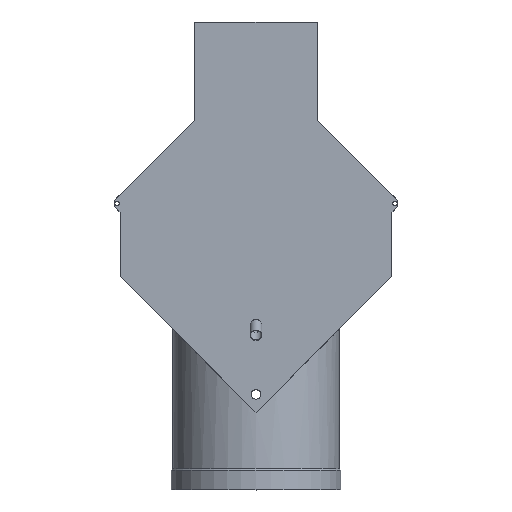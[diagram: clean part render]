
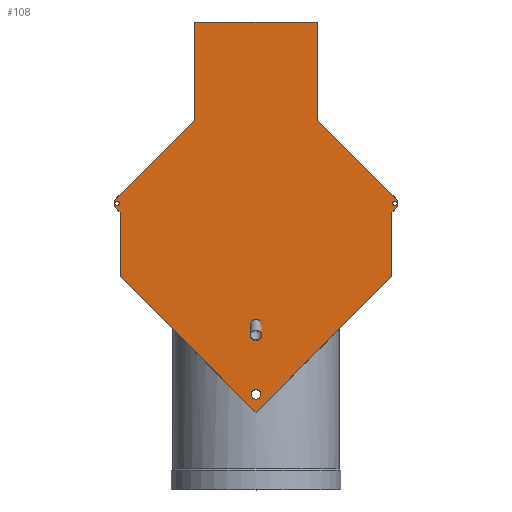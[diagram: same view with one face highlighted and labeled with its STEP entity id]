
A CAD part, top view. The second image highlights one B-rep face of the part: STEP entity #108.
In plain terms, the highlighted planar face has unit normal (0, 0, 1).
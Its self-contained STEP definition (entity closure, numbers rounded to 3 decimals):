
#108 = ADVANCED_FACE( '', ( #275, #276, #277, #278, #279 ), #280, .T. );
#275 = FACE_BOUND( '', #535, .T. );
#276 = FACE_BOUND( '', #536, .T. );
#277 = FACE_OUTER_BOUND( '', #537, .T. );
#278 = FACE_BOUND( '', #538, .T. );
#279 = FACE_BOUND( '', #539, .T. );
#280 = PLANE( '', #540 );
#535 = EDGE_LOOP( '', ( #821 ) );
#536 = EDGE_LOOP( '', ( #822 ) );
#537 = EDGE_LOOP( '', ( #823, #824, #825, #826, #827, #828, #829, #830, #831, #832, #833, #834, #835 ) );
#538 = EDGE_LOOP( '', ( #836 ) );
#539 = EDGE_LOOP( '', ( #837 ) );
#540 = AXIS2_PLACEMENT_3D( '', #838, #839, #840 );
#821 = ORIENTED_EDGE( '', *, *, #1476, .T. );
#822 = ORIENTED_EDGE( '', *, *, #1477, .F. );
#823 = ORIENTED_EDGE( '', *, *, #1478, .T. );
#824 = ORIENTED_EDGE( '', *, *, #1479, .T. );
#825 = ORIENTED_EDGE( '', *, *, #1480, .T. );
#826 = ORIENTED_EDGE( '', *, *, #1481, .T. );
#827 = ORIENTED_EDGE( '', *, *, #1482, .T. );
#828 = ORIENTED_EDGE( '', *, *, #1474, .T. );
#829 = ORIENTED_EDGE( '', *, *, #1483, .T. );
#830 = ORIENTED_EDGE( '', *, *, #1484, .T. );
#831 = ORIENTED_EDGE( '', *, *, #1485, .T. );
#832 = ORIENTED_EDGE( '', *, *, #1486, .T. );
#833 = ORIENTED_EDGE( '', *, *, #1487, .T. );
#834 = ORIENTED_EDGE( '', *, *, #1488, .T. );
#835 = ORIENTED_EDGE( '', *, *, #1466, .T. );
#836 = ORIENTED_EDGE( '', *, *, #1489, .F. );
#837 = ORIENTED_EDGE( '', *, *, #1490, .F. );
#838 = CARTESIAN_POINT( '', ( 0., 0., 302.5 ) );
#839 = DIRECTION( '', ( 0., 0., 1. ) );
#840 = DIRECTION( '', ( 1., 0., 0. ) );
#1466 = EDGE_CURVE( '', #1748, #1746, #1749, .T. );
#1474 = EDGE_CURVE( '', #1752, #1761, #1763, .T. );
#1476 = EDGE_CURVE( '', #1765, #1765, #1766, .F. );
#1477 = EDGE_CURVE( '', #1767, #1767, #1768, .T. );
#1478 = EDGE_CURVE( '', #1746, #1769, #1770, .T. );
#1479 = EDGE_CURVE( '', #1769, #1771, #1772, .T. );
#1480 = EDGE_CURVE( '', #1771, #1773, #1774, .T. );
#1481 = EDGE_CURVE( '', #1773, #1775, #1776, .T. );
#1482 = EDGE_CURVE( '', #1775, #1752, #1777, .T. );
#1483 = EDGE_CURVE( '', #1761, #1778, #1779, .T. );
#1484 = EDGE_CURVE( '', #1778, #1780, #1781, .T. );
#1485 = EDGE_CURVE( '', #1780, #1782, #1783, .T. );
#1486 = EDGE_CURVE( '', #1782, #1784, #1785, .T. );
#1487 = EDGE_CURVE( '', #1784, #1786, #1787, .T. );
#1488 = EDGE_CURVE( '', #1786, #1748, #1788, .T. );
#1489 = EDGE_CURVE( '', #1789, #1789, #1790, .T. );
#1490 = EDGE_CURVE( '', #1791, #1791, #1792, .T. );
#1746 = VERTEX_POINT( '', #2163 );
#1748 = VERTEX_POINT( '', #2166 );
#1749 = LINE( '', #2167, #2168 );
#1752 = VERTEX_POINT( '', #2172 );
#1761 = VERTEX_POINT( '', #2184 );
#1763 = LINE( '', #2187, #2188 );
#1765 = VERTEX_POINT( '', #2190 );
#1766 = ELLIPSE( '', #2191, 23.094, 20. );
#1767 = VERTEX_POINT( '', #2192 );
#1768 = CIRCLE( '', #2193, 16. );
#1769 = VERTEX_POINT( '', #2194 );
#1770 = LINE( '', #2195, #2196 );
#1771 = VERTEX_POINT( '', #2197 );
#1772 = LINE( '', #2198, #2199 );
#1773 = VERTEX_POINT( '', #2200 );
#1774 = LINE( '', #2201, #2202 );
#1775 = VERTEX_POINT( '', #2203 );
#1776 = LINE( '', #2204, #2205 );
#1777 = LINE( '', #2206, #2207 );
#1778 = VERTEX_POINT( '', #2208 );
#1779 = LINE( '', #2209, #2210 );
#1780 = VERTEX_POINT( '', #2211 );
#1781 = LINE( '', #2212, #2213 );
#1782 = VERTEX_POINT( '', #2214 );
#1783 = LINE( '', #2215, #2216 );
#1784 = VERTEX_POINT( '', #2217 );
#1785 = LINE( '', #2218, #2219 );
#1786 = VERTEX_POINT( '', #2220 );
#1787 = LINE( '', #2221, #2222 );
#1788 = LINE( '', #2223, #2224 );
#1789 = VERTEX_POINT( '', #2225 );
#1790 = CIRCLE( '', #2226, 7.5 );
#1791 = VERTEX_POINT( '', #2227 );
#1792 = CIRCLE( '', #2228, 7.5 );
#2163 = CARTESIAN_POINT( '', ( -206., 1240., 302.5 ) );
#2166 = CARTESIAN_POINT( '', ( -206., 1570., 302.5 ) );
#2167 = CARTESIAN_POINT( '', ( -206., 1570., 302.5 ) );
#2168 = VECTOR( '', #2685, 1000. );
#2172 = CARTESIAN_POINT( '', ( 0., 260., 302.5 ) );
#2184 = CARTESIAN_POINT( '', ( 456.5, 716.5, 302.5 ) );
#2187 = CARTESIAN_POINT( '', ( 0., 260., 302.5 ) );
#2188 = VECTOR( '', #2694, 1000. );
#2190 = CARTESIAN_POINT( '', ( 0., 525.447, 302.5 ) );
#2191 = AXIS2_PLACEMENT_3D( '', #2695, #2696, #2697 );
#2192 = CARTESIAN_POINT( '', ( 16., 320., 302.5 ) );
#2193 = AXIS2_PLACEMENT_3D( '', #2698, #2699, #2700 );
#2194 = CARTESIAN_POINT( '', ( -476.5, 971.66, 302.5 ) );
#2195 = CARTESIAN_POINT( '', ( -206., 1240., 302.5 ) );
#2196 = VECTOR( '', #2701, 1000. );
#2197 = CARTESIAN_POINT( '', ( -476.5, 951.499, 302.5 ) );
#2198 = CARTESIAN_POINT( '', ( -476.5, 971.66, 302.5 ) );
#2199 = VECTOR( '', #2702, 1000. );
#2200 = CARTESIAN_POINT( '', ( -456.5, 931.658, 302.5 ) );
#2201 = CARTESIAN_POINT( '', ( -476.5, 951.499, 302.5 ) );
#2202 = VECTOR( '', #2703, 1000. );
#2203 = CARTESIAN_POINT( '', ( -456.5, 716.5, 302.5 ) );
#2204 = CARTESIAN_POINT( '', ( -456.5, 991.5, 302.5 ) );
#2205 = VECTOR( '', #2704, 1000. );
#2206 = CARTESIAN_POINT( '', ( -456.5, 716.5, 302.5 ) );
#2207 = VECTOR( '', #2705, 1000. );
#2208 = CARTESIAN_POINT( '', ( 456.5, 931.658, 302.5 ) );
#2209 = CARTESIAN_POINT( '', ( 456.5, 716.5, 302.5 ) );
#2210 = VECTOR( '', #2706, 1000. );
#2211 = CARTESIAN_POINT( '', ( 476.5, 951.499, 302.5 ) );
#2212 = CARTESIAN_POINT( '', ( 456.5, 931.658, 302.5 ) );
#2213 = VECTOR( '', #2707, 1000. );
#2214 = CARTESIAN_POINT( '', ( 476.5, 971.66, 302.5 ) );
#2215 = CARTESIAN_POINT( '', ( 476.5, 951.499, 302.5 ) );
#2216 = VECTOR( '', #2708, 1000. );
#2217 = CARTESIAN_POINT( '', ( 206., 1240., 302.5 ) );
#2218 = CARTESIAN_POINT( '', ( 456.5, 991.5, 302.5 ) );
#2219 = VECTOR( '', #2709, 1000. );
#2220 = CARTESIAN_POINT( '', ( 206., 1570., 302.5 ) );
#2221 = CARTESIAN_POINT( '', ( 206., 1240., 302.5 ) );
#2222 = VECTOR( '', #2710, 1000. );
#2223 = CARTESIAN_POINT( '', ( 206., 1570., 302.5 ) );
#2224 = VECTOR( '', #2711, 1000. );
#2225 = CARTESIAN_POINT( '', ( 474., 961.579, 302.5 ) );
#2226 = AXIS2_PLACEMENT_3D( '', #2712, #2713, #2714 );
#2227 = CARTESIAN_POINT( '', ( -459., 961.579, 302.5 ) );
#2228 = AXIS2_PLACEMENT_3D( '', #2715, #2716, #2717 );
#2685 = DIRECTION( '', ( 0., -1., 0. ) );
#2694 = DIRECTION( '', ( 0.707, 0.707, 0. ) );
#2695 = CARTESIAN_POINT( '', ( 0., 548.541, 302.5 ) );
#2696 = DIRECTION( '', ( 0., 0., 1. ) );
#2697 = DIRECTION( '', ( 0., -1., 0. ) );
#2698 = CARTESIAN_POINT( '', ( 0., 320., 302.5 ) );
#2699 = DIRECTION( '', ( 0., 0., 1. ) );
#2700 = DIRECTION( '', ( 1., 0., 0. ) );
#2701 = DIRECTION( '', ( -0.71, -0.704, 0. ) );
#2702 = DIRECTION( '', ( 0., -1., 0. ) );
#2703 = DIRECTION( '', ( 0.71, -0.704, 0. ) );
#2704 = DIRECTION( '', ( 0., -1., 0. ) );
#2705 = DIRECTION( '', ( 0.707, -0.707, 0. ) );
#2706 = DIRECTION( '', ( 0., 1., 0. ) );
#2707 = DIRECTION( '', ( 0.71, 0.704, 0. ) );
#2708 = DIRECTION( '', ( 0., 1., 0. ) );
#2709 = DIRECTION( '', ( -0.71, 0.704, 0. ) );
#2710 = DIRECTION( '', ( 0., 1., 0. ) );
#2711 = DIRECTION( '', ( -1., 0., 0. ) );
#2712 = CARTESIAN_POINT( '', ( 466.5, 961.579, 302.5 ) );
#2713 = DIRECTION( '', ( 0., 0., 1. ) );
#2714 = DIRECTION( '', ( 1., 0., 0. ) );
#2715 = CARTESIAN_POINT( '', ( -466.5, 961.579, 302.5 ) );
#2716 = DIRECTION( '', ( 0., 0., 1. ) );
#2717 = DIRECTION( '', ( 1., 0., 0. ) );
